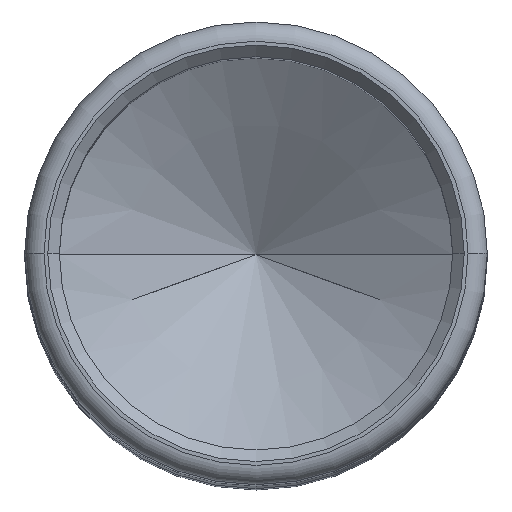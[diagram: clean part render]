
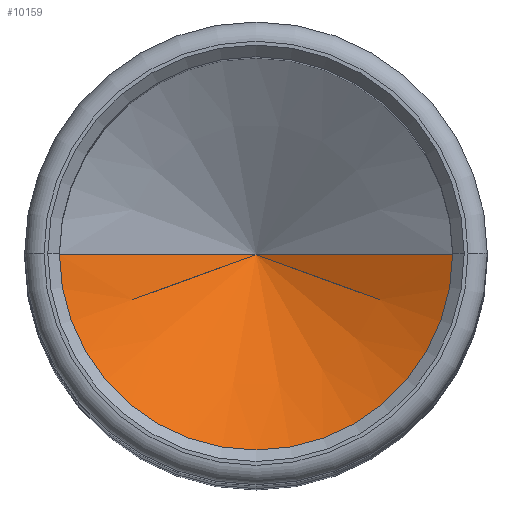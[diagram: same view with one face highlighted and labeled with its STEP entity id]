
A CAD part, top view. The second image highlights one B-rep face of the part: STEP entity #10159.
In plain terms, the highlighted conical face has half-angle 59 degrees and reference radius 5.1 mm.
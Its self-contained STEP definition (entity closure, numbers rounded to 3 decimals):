
#50 = VERTEX_POINT ( 'NONE', #12882 ) ;
#227 = CARTESIAN_POINT ( 'NONE',  ( 0., 0., 20.504 ) ) ;
#486 = VERTEX_POINT ( 'NONE', #2320 ) ;
#540 = CIRCLE ( 'NONE', #2431, 5.1 ) ;
#946 = CARTESIAN_POINT ( 'NONE',  ( 0., 0., 17.439 ) ) ;
#979 = ORIENTED_EDGE ( 'NONE', *, *, #2916, .F. ) ;
#1488 = LINE ( 'NONE', #10395, #2426 ) ;
#2005 = DIRECTION ( 'NONE',  ( -1., 0., 0. ) ) ;
#2320 = CARTESIAN_POINT ( 'NONE',  ( -5.1, 0., 20.504 ) ) ;
#2426 = VECTOR ( 'NONE', #6272, 1000. ) ;
#2431 = AXIS2_PLACEMENT_3D ( 'NONE', #3946, #2918, #2005 ) ;
#2533 = EDGE_CURVE ( 'NONE', #50, #486, #540, .T. ) ;
#2619 = EDGE_LOOP ( 'NONE', ( #979, #3917, #3103 ) ) ;
#2916 = EDGE_CURVE ( 'NONE', #7244, #50, #1488, .T. ) ;
#2918 = DIRECTION ( 'NONE',  ( 0., 0., -1. ) ) ;
#3102 = CARTESIAN_POINT ( 'NONE',  ( -5.1, 0., 20.504 ) ) ;
#3103 = ORIENTED_EDGE ( 'NONE', *, *, #2533, .F. ) ;
#3240 = FACE_OUTER_BOUND ( 'NONE', #2619, .T. ) ;
#3917 = ORIENTED_EDGE ( 'NONE', *, *, #11742, .T. ) ;
#3946 = CARTESIAN_POINT ( 'NONE',  ( 0., 0., 20.504 ) ) ;
#5222 = DIRECTION ( 'NONE',  ( 0., 0., 1. ) ) ;
#6233 = DIRECTION ( 'NONE',  ( 1., 0., 0. ) ) ;
#6272 = DIRECTION ( 'NONE',  ( 0.857, 0., 0.515 ) ) ;
#6647 = VECTOR ( 'NONE', #7988, 1000. ) ;
#7115 = CONICAL_SURFACE ( 'NONE', #12013, 5.1, 1.03 ) ;
#7244 = VERTEX_POINT ( 'NONE', #946 ) ;
#7988 = DIRECTION ( 'NONE',  ( -0.857, 0., 0.515 ) ) ;
#9908 = LINE ( 'NONE', #3102, #6647 ) ;
#10159 = ADVANCED_FACE ( 'NONE', ( #3240 ), #7115, .F. ) ;
#10395 = CARTESIAN_POINT ( 'NONE',  ( 5.1, 0., 20.504 ) ) ;
#11742 = EDGE_CURVE ( 'NONE', #7244, #486, #9908, .T. ) ;
#12013 = AXIS2_PLACEMENT_3D ( 'NONE', #227, #5222, #6233 ) ;
#12882 = CARTESIAN_POINT ( 'NONE',  ( 5.1, 0., 20.504 ) ) ;
